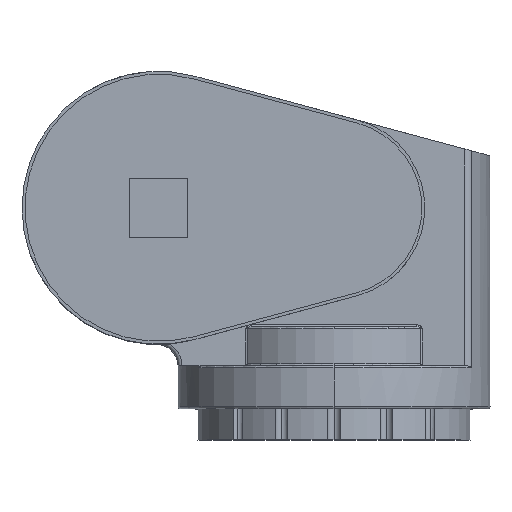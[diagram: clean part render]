
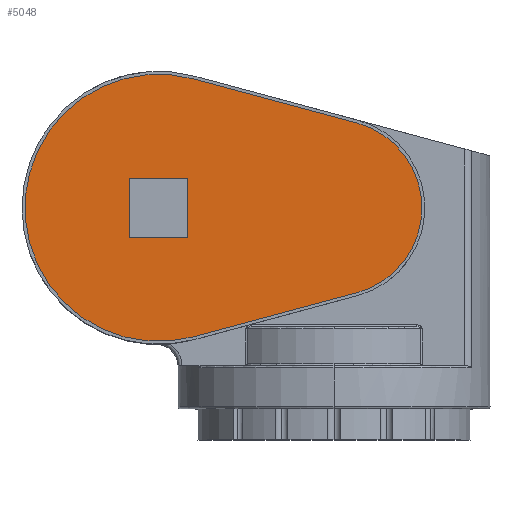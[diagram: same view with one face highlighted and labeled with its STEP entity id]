
A CAD part, top view. The second image highlights one B-rep face of the part: STEP entity #5048.
In plain terms, the highlighted planar face has unit normal (0, 0, 1).
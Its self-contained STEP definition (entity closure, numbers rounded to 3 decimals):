
#40 = PLANE ( 'NONE',  #5523 ) ;
#120 = ORIENTED_EDGE ( 'NONE', *, *, #2646, .T. ) ;
#151 = ORIENTED_EDGE ( 'NONE', *, *, #3248, .T. ) ;
#172 = VECTOR ( 'NONE', #712, 1000. ) ;
#402 = VECTOR ( 'NONE', #4755, 1000. ) ;
#410 = EDGE_CURVE ( 'NONE', #2207, #1643, #2774, .T. ) ;
#712 = DIRECTION ( 'NONE',  ( -0.966, 0.26, 0. ) ) ;
#791 = EDGE_CURVE ( 'NONE', #4970, #2207, #1425, .T. ) ;
#890 = DIRECTION ( 'NONE',  ( 1., 0., 0. ) ) ;
#1034 = VERTEX_POINT ( 'NONE', #4429 ) ;
#1081 = DIRECTION ( 'NONE',  ( 1., 0., 0. ) ) ;
#1176 = CARTESIAN_POINT ( 'NONE',  ( 11.725, 170.561, 60. ) ) ;
#1260 = EDGE_CURVE ( 'NONE', #1643, #5592, #6749, .T. ) ;
#1297 = LINE ( 'NONE', #3322, #1529 ) ;
#1362 = ORIENTED_EDGE ( 'NONE', *, *, #1835, .F. ) ;
#1397 = CARTESIAN_POINT ( 'NONE',  ( 0., 127.009, 60. ) ) ;
#1411 = VERTEX_POINT ( 'NONE', #1176 ) ;
#1425 = LINE ( 'NONE', #1497, #2622 ) ;
#1497 = CARTESIAN_POINT ( 'NONE',  ( -105., 112.009, 60. ) ) ;
#1516 = CARTESIAN_POINT ( 'NONE',  ( -105., 142.009, 60. ) ) ;
#1529 = VECTOR ( 'NONE', #2816, 1000. ) ;
#1614 = DIRECTION ( 'NONE',  ( 0., 0., 1. ) ) ;
#1643 = VERTEX_POINT ( 'NONE', #6703 ) ;
#1835 = EDGE_CURVE ( 'NONE', #5592, #4970, #1297, .T. ) ;
#1935 = CIRCLE ( 'NONE', #6661, 45.102 ) ;
#1958 = CARTESIAN_POINT ( 'NONE',  ( -105., 112.009, 60. ) ) ;
#1986 = DIRECTION ( 'NONE',  ( 1., 0., 0. ) ) ;
#2028 = DIRECTION ( 'NONE',  ( 0., 0., 1. ) ) ;
#2069 = DIRECTION ( 'NONE',  ( -1., 0., 0. ) ) ;
#2103 = FACE_BOUND ( 'NONE', #4677, .T. ) ;
#2145 = EDGE_CURVE ( 'NONE', #1411, #5880, #2389, .T. ) ;
#2198 = EDGE_LOOP ( 'NONE', ( #6460, #2900, #120, #2494, #151 ) ) ;
#2207 = VERTEX_POINT ( 'NONE', #2968 ) ;
#2235 = CARTESIAN_POINT ( 'NONE',  ( -72.192, 60.865, 60. ) ) ;
#2283 = VECTOR ( 'NONE', #2069, 1000. ) ;
#2384 = ORIENTED_EDGE ( 'NONE', *, *, #791, .F. ) ;
#2389 = LINE ( 'NONE', #2870, #172 ) ;
#2429 = VECTOR ( 'NONE', #5864, 1000. ) ;
#2494 = ORIENTED_EDGE ( 'NONE', *, *, #5268, .T. ) ;
#2586 = EDGE_CURVE ( 'NONE', #5880, #3115, #6543, .T. ) ;
#2622 = VECTOR ( 'NONE', #3515, 1000. ) ;
#2646 = EDGE_CURVE ( 'NONE', #3115, #1034, #6424, .T. ) ;
#2774 = LINE ( 'NONE', #3759, #2429 ) ;
#2816 = DIRECTION ( 'NONE',  ( 0., -1., 0. ) ) ;
#2870 = CARTESIAN_POINT ( 'NONE',  ( 11.725, 170.561, 60. ) ) ;
#2900 = ORIENTED_EDGE ( 'NONE', *, *, #2586, .T. ) ;
#2966 = CARTESIAN_POINT ( 'NONE',  ( -105., 142.009, 60. ) ) ;
#2968 = CARTESIAN_POINT ( 'NONE',  ( -75., 112.009, 60. ) ) ;
#3115 = VERTEX_POINT ( 'NONE', #4849 ) ;
#3248 = EDGE_CURVE ( 'NONE', #4539, #1411, #1935, .T. ) ;
#3322 = CARTESIAN_POINT ( 'NONE',  ( -105., 112.009, 60. ) ) ;
#3515 = DIRECTION ( 'NONE',  ( 1., 0., 0. ) ) ;
#3554 = AXIS2_PLACEMENT_3D ( 'NONE', #1397, #4040, #890 ) ;
#3604 = CARTESIAN_POINT ( 'NONE',  ( 0., 0., 60. ) ) ;
#3757 = CIRCLE ( 'NONE', #3554, 45.102 ) ;
#3759 = CARTESIAN_POINT ( 'NONE',  ( -75., 112.009, 60. ) ) ;
#3946 = CARTESIAN_POINT ( 'NONE',  ( -72.192, 193.154, 60. ) ) ;
#4040 = DIRECTION ( 'NONE',  ( 0., 0., 1. ) ) ;
#4131 = ORIENTED_EDGE ( 'NONE', *, *, #410, .F. ) ;
#4429 = CARTESIAN_POINT ( 'NONE',  ( 11.725, 83.458, 60. ) ) ;
#4539 = VERTEX_POINT ( 'NONE', #5188 ) ;
#4677 = EDGE_LOOP ( 'NONE', ( #4131, #2384, #1362, #5918 ) ) ;
#4755 = DIRECTION ( 'NONE',  ( 0.966, 0.26, 0. ) ) ;
#4849 = CARTESIAN_POINT ( 'NONE',  ( -72.192, 60.865, 60. ) ) ;
#4945 = DIRECTION ( 'NONE',  ( 1., 0., 0. ) ) ;
#4970 = VERTEX_POINT ( 'NONE', #1958 ) ;
#5048 = ADVANCED_FACE ( 'NONE', ( #2103, #6196 ), #40, .T. ) ;
#5188 = CARTESIAN_POINT ( 'NONE',  ( 45.102, 127.009, 60. ) ) ;
#5268 = EDGE_CURVE ( 'NONE', #1034, #4539, #3757, .T. ) ;
#5523 = AXIS2_PLACEMENT_3D ( 'NONE', #3604, #1614, #1081 ) ;
#5540 = DIRECTION ( 'NONE',  ( 0., 0., 1. ) ) ;
#5592 = VERTEX_POINT ( 'NONE', #2966 ) ;
#5864 = DIRECTION ( 'NONE',  ( 0., 1., 0. ) ) ;
#5880 = VERTEX_POINT ( 'NONE', #3946 ) ;
#5918 = ORIENTED_EDGE ( 'NONE', *, *, #1260, .F. ) ;
#6000 = CARTESIAN_POINT ( 'NONE',  ( 0., 127.009, 60. ) ) ;
#6196 = FACE_OUTER_BOUND ( 'NONE', #2198, .T. ) ;
#6331 = AXIS2_PLACEMENT_3D ( 'NONE', #6705, #2028, #1986 ) ;
#6424 = LINE ( 'NONE', #2235, #402 ) ;
#6460 = ORIENTED_EDGE ( 'NONE', *, *, #2145, .T. ) ;
#6543 = CIRCLE ( 'NONE', #6331, 68.5 ) ;
#6661 = AXIS2_PLACEMENT_3D ( 'NONE', #6000, #5540, #4945 ) ;
#6703 = CARTESIAN_POINT ( 'NONE',  ( -75., 142.009, 60. ) ) ;
#6705 = CARTESIAN_POINT ( 'NONE',  ( -90., 127.009, 60. ) ) ;
#6749 = LINE ( 'NONE', #1516, #2283 ) ;
